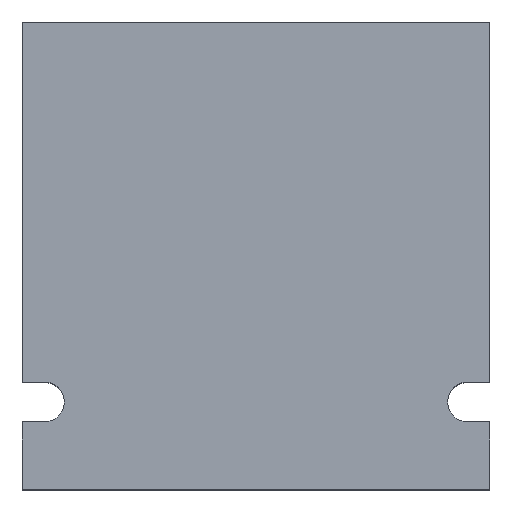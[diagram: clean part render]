
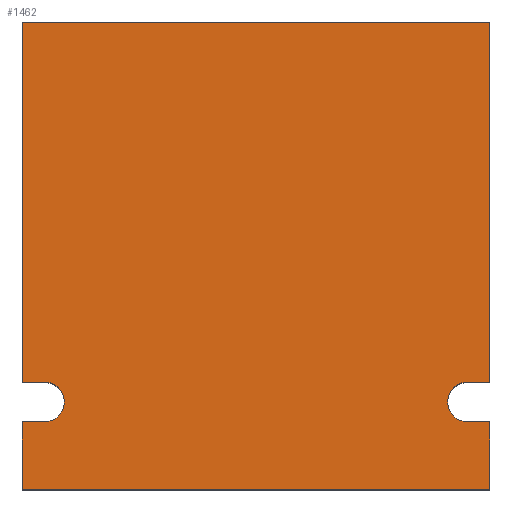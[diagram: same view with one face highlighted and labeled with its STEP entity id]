
A CAD part, top view. The second image highlights one B-rep face of the part: STEP entity #1462.
In plain terms, the highlighted planar face has unit normal (0, 0, 1).
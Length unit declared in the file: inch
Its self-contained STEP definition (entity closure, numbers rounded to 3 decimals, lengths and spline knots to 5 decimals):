
#1175=CARTESIAN_POINT('',(1.81,0.92,1.0));
#1176=VERTEX_POINT('',#1175);
#1177=CARTESIAN_POINT('',(2.0,0.92,1.0));
#1178=VERTEX_POINT('',#1177);
#1179=CARTESIAN_POINT('',(1.81,0.92,1.0));
#1180=DIRECTION('',(1.0,0.0,0.0));
#1181=VECTOR('',#1180,0.19);
#1182=LINE('',#1179,#1181);
#1183=EDGE_CURVE('',#1176,#1178,#1182,.T.);
#1215=CARTESIAN_POINT('',(1.81,0.58,1.0));
#1216=VERTEX_POINT('',#1215);
#1217=CARTESIAN_POINT('',(1.81,0.75,1.0));
#1218=DIRECTION('',(0.0,0.0,-1.0));
#1219=DIRECTION('',(0.0,1.0,0.0));
#1220=AXIS2_PLACEMENT_3D('',#1217,#1218,#1219);
#1221=CIRCLE('',#1220,0.17);
#1222=EDGE_CURVE('',#1216,#1176,#1221,.T.);
#1248=CARTESIAN_POINT('',(2.0,0.58,1.0));
#1249=VERTEX_POINT('',#1248);
#1250=CARTESIAN_POINT('',(2.0,0.58,1.0));
#1251=DIRECTION('',(-1.0,0.0,0.0));
#1252=VECTOR('',#1251,0.19);
#1253=LINE('',#1250,#1252);
#1254=EDGE_CURVE('',#1249,#1216,#1253,.T.);
#1279=CARTESIAN_POINT('',(-1.81,0.58,1.0));
#1280=VERTEX_POINT('',#1279);
#1281=CARTESIAN_POINT('',(-2.0,0.58,1.0));
#1282=VERTEX_POINT('',#1281);
#1283=CARTESIAN_POINT('',(-1.81,0.58,1.0));
#1284=DIRECTION('',(-1.0,0.0,0.0));
#1285=VECTOR('',#1284,0.19);
#1286=LINE('',#1283,#1285);
#1287=EDGE_CURVE('',#1280,#1282,#1286,.T.);
#1319=CARTESIAN_POINT('',(-1.81,0.92,1.0));
#1320=VERTEX_POINT('',#1319);
#1321=CARTESIAN_POINT('',(-1.81,0.75,1.0));
#1322=DIRECTION('',(0.0,0.0,-1.0));
#1323=DIRECTION('',(0.0,1.0,0.0));
#1324=AXIS2_PLACEMENT_3D('',#1321,#1322,#1323);
#1325=CIRCLE('',#1324,0.17);
#1326=EDGE_CURVE('',#1320,#1280,#1325,.T.);
#1352=CARTESIAN_POINT('',(-2.0,0.92,1.0));
#1353=VERTEX_POINT('',#1352);
#1354=CARTESIAN_POINT('',(-2.0,0.92,1.0));
#1355=DIRECTION('',(1.0,0.0,0.0));
#1356=VECTOR('',#1355,0.19);
#1357=LINE('',#1354,#1356);
#1358=EDGE_CURVE('',#1353,#1320,#1357,.T.);
#1392=CARTESIAN_POINT('',(2.0,4.0,1.0));
#1393=VERTEX_POINT('',#1392);
#1400=CARTESIAN_POINT('',(2.0,4.0,1.0));
#1401=DIRECTION('',(0.0,-1.0,0.0));
#1402=VECTOR('',#1401,3.08);
#1403=LINE('',#1400,#1402);
#1404=EDGE_CURVE('',#1393,#1178,#1403,.T.);
#1412=CARTESIAN_POINT('',(0.0,2.0,1.0));
#1413=DIRECTION('',(0.0,0.0,1.0));
#1414=DIRECTION('',(1.0,0.0,0.0));
#1415=AXIS2_PLACEMENT_3D('',#1412,#1413,#1414);
#1416=PLANE('',#1415);
#1417=ORIENTED_EDGE('',*,*,#1254,.T.);
#1418=ORIENTED_EDGE('',*,*,#1222,.T.);
#1419=ORIENTED_EDGE('',*,*,#1183,.T.);
#1420=ORIENTED_EDGE('',*,*,#1404,.F.);
#1421=CARTESIAN_POINT('',(-2.0,4.0,1.0));
#1422=VERTEX_POINT('',#1421);
#1423=CARTESIAN_POINT('',(-2.0,4.0,1.0));
#1424=DIRECTION('',(1.0,0.0,0.0));
#1425=VECTOR('',#1424,4.0);
#1426=LINE('',#1423,#1425);
#1427=EDGE_CURVE('',#1422,#1393,#1426,.T.);
#1428=ORIENTED_EDGE('',*,*,#1427,.F.);
#1429=CARTESIAN_POINT('',(-2.0,0.92,1.0));
#1430=DIRECTION('',(0.0,1.0,0.0));
#1431=VECTOR('',#1430,3.08);
#1432=LINE('',#1429,#1431);
#1433=EDGE_CURVE('',#1353,#1422,#1432,.T.);
#1434=ORIENTED_EDGE('',*,*,#1433,.F.);
#1435=ORIENTED_EDGE('',*,*,#1358,.T.);
#1436=ORIENTED_EDGE('',*,*,#1326,.T.);
#1437=ORIENTED_EDGE('',*,*,#1287,.T.);
#1438=CARTESIAN_POINT('',(-2.0,0.0,1.0));
#1439=VERTEX_POINT('',#1438);
#1440=CARTESIAN_POINT('',(-2.0,0.0,1.0));
#1441=DIRECTION('',(0.0,1.0,0.0));
#1442=VECTOR('',#1441,0.58);
#1443=LINE('',#1440,#1442);
#1444=EDGE_CURVE('',#1439,#1282,#1443,.T.);
#1445=ORIENTED_EDGE('',*,*,#1444,.F.);
#1446=CARTESIAN_POINT('',(2.0,0.0,1.0));
#1447=VERTEX_POINT('',#1446);
#1448=CARTESIAN_POINT('',(2.0,0.0,1.0));
#1449=DIRECTION('',(-1.0,0.0,0.0));
#1450=VECTOR('',#1449,4.0);
#1451=LINE('',#1448,#1450);
#1452=EDGE_CURVE('',#1447,#1439,#1451,.T.);
#1453=ORIENTED_EDGE('',*,*,#1452,.F.);
#1454=CARTESIAN_POINT('',(2.0,0.58,1.0));
#1455=DIRECTION('',(0.0,-1.0,0.0));
#1456=VECTOR('',#1455,0.58);
#1457=LINE('',#1454,#1456);
#1458=EDGE_CURVE('',#1249,#1447,#1457,.T.);
#1459=ORIENTED_EDGE('',*,*,#1458,.F.);
#1460=EDGE_LOOP('',(#1417,#1418,#1419,#1420,#1428,#1434,#1435,#1436,#1437,#1445,#1453,#1459));
#1461=FACE_OUTER_BOUND('',#1460,.T.);
#1462=ADVANCED_FACE('',(#1461),#1416,.T.);
